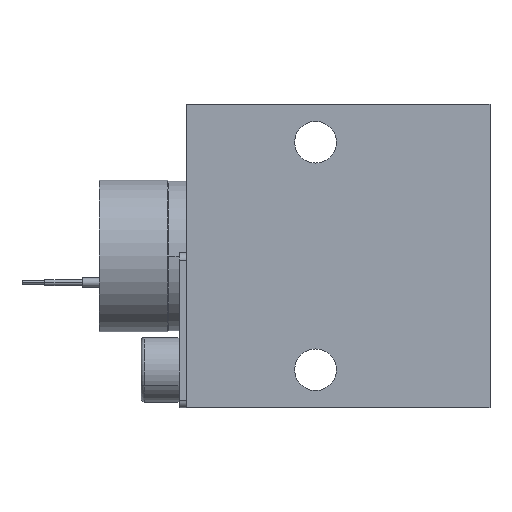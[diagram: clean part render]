
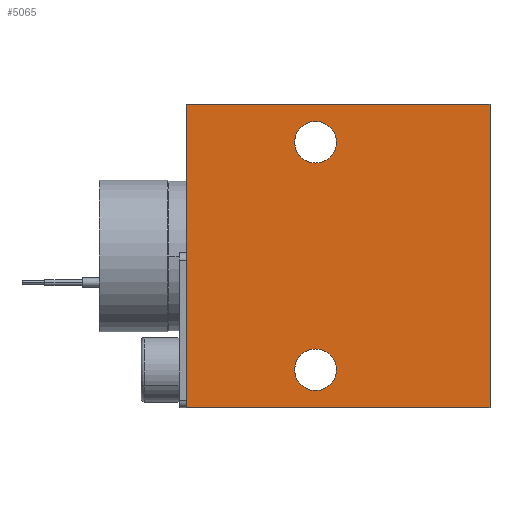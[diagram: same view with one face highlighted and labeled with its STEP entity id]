
A CAD part, left-side view. The second image highlights one B-rep face of the part: STEP entity #5065.
In plain terms, the highlighted planar face has unit normal (-1, 0, 0).
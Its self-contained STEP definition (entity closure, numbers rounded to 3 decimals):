
#25 = EDGE_CURVE ( 'NONE', #8076, #2122, #5866, .T. ) ;
#93 = VERTEX_POINT ( 'NONE', #7918 ) ;
#211 = CARTESIAN_POINT ( 'NONE',  ( -12.5, 40., 20. ) ) ;
#282 = LINE ( 'NONE', #6852, #6507 ) ;
#676 = ORIENTED_EDGE ( 'NONE', *, *, #25, .F. ) ;
#776 = FACE_BOUND ( 'NONE', #8585, .T. ) ;
#968 = VERTEX_POINT ( 'NONE', #5945 ) ;
#1271 = VECTOR ( 'NONE', #4919, 1000. ) ;
#1327 = ORIENTED_EDGE ( 'NONE', *, *, #3967, .T. ) ;
#1360 = EDGE_CURVE ( 'NONE', #968, #93, #3643, .T. ) ;
#1521 = DIRECTION ( 'NONE',  ( 1., 0., 0. ) ) ;
#1551 = CARTESIAN_POINT ( 'NONE',  ( -12.5, 0., 20. ) ) ;
#1558 = EDGE_CURVE ( 'NONE', #9323, #3194, #282, .T. ) ;
#1567 = LINE ( 'NONE', #5780, #8931 ) ;
#1572 = VERTEX_POINT ( 'NONE', #4633 ) ;
#1612 = PLANE ( 'NONE',  #2987 ) ;
#1648 = ORIENTED_EDGE ( 'NONE', *, *, #1360, .T. ) ;
#1838 = VERTEX_POINT ( 'NONE', #5632 ) ;
#1909 = ORIENTED_EDGE ( 'NONE', *, *, #8094, .T. ) ;
#2026 = EDGE_CURVE ( 'NONE', #93, #968, #2570, .T. ) ;
#2054 = EDGE_CURVE ( 'NONE', #9323, #8076, #1567, .T. ) ;
#2122 = VERTEX_POINT ( 'NONE', #3423 ) ;
#2183 = CARTESIAN_POINT ( 'NONE',  ( -12.5, 23., -15. ) ) ;
#2261 = DIRECTION ( 'NONE',  ( 0., 0., 1. ) ) ;
#2408 = CARTESIAN_POINT ( 'NONE',  ( -12.5, 0., 20. ) ) ;
#2570 = CIRCLE ( 'NONE', #6328, 2.75 ) ;
#2650 = LINE ( 'NONE', #6331, #1271 ) ;
#2776 = DIRECTION ( 'NONE',  ( 0., 1., 0. ) ) ;
#2802 = AXIS2_PLACEMENT_3D ( 'NONE', #5071, #6489, #3734 ) ;
#2987 = AXIS2_PLACEMENT_3D ( 'NONE', #1551, #1521, #2261 ) ;
#3194 = VERTEX_POINT ( 'NONE', #211 ) ;
#3423 = CARTESIAN_POINT ( 'NONE',  ( -12.5, 40., -20. ) ) ;
#3643 = CIRCLE ( 'NONE', #2802, 2.75 ) ;
#3734 = DIRECTION ( 'NONE',  ( 0., -1., 0. ) ) ;
#3967 = EDGE_CURVE ( 'NONE', #1838, #1572, #4296, .T. ) ;
#3988 = DIRECTION ( 'NONE',  ( 0., 1., 0. ) ) ;
#4066 = CIRCLE ( 'NONE', #5211, 2.75 ) ;
#4296 = CIRCLE ( 'NONE', #6616, 2.75 ) ;
#4505 = ORIENTED_EDGE ( 'NONE', *, *, #1558, .T. ) ;
#4633 = CARTESIAN_POINT ( 'NONE',  ( -12.5, 20.25, 15. ) ) ;
#4856 = FACE_BOUND ( 'NONE', #5149, .T. ) ;
#4919 = DIRECTION ( 'NONE',  ( 0., 0., -1. ) ) ;
#5065 = ADVANCED_FACE ( 'NONE', ( #776, #4856, #5394 ), #1612, .F. ) ;
#5071 = CARTESIAN_POINT ( 'NONE',  ( -12.5, 23., -15. ) ) ;
#5149 = EDGE_LOOP ( 'NONE', ( #1909, #1327 ) ) ;
#5211 = AXIS2_PLACEMENT_3D ( 'NONE', #9079, #6247, #6970 ) ;
#5394 = FACE_OUTER_BOUND ( 'NONE', #5411, .T. ) ;
#5411 = EDGE_LOOP ( 'NONE', ( #5658, #676, #7199, #4505 ) ) ;
#5413 = VECTOR ( 'NONE', #2776, 1000. ) ;
#5424 = CARTESIAN_POINT ( 'NONE',  ( -12.5, 0., -20. ) ) ;
#5632 = CARTESIAN_POINT ( 'NONE',  ( -12.5, 25.75, 15. ) ) ;
#5658 = ORIENTED_EDGE ( 'NONE', *, *, #7126, .T. ) ;
#5754 = DIRECTION ( 'NONE',  ( 0., 0., -1. ) ) ;
#5780 = CARTESIAN_POINT ( 'NONE',  ( -12.5, 0., 20. ) ) ;
#5839 = DIRECTION ( 'NONE',  ( 0., -1., 0. ) ) ;
#5866 = LINE ( 'NONE', #6252, #5413 ) ;
#5945 = CARTESIAN_POINT ( 'NONE',  ( -12.5, 20.25, -15. ) ) ;
#6247 = DIRECTION ( 'NONE',  ( 1., 0., 0. ) ) ;
#6252 = CARTESIAN_POINT ( 'NONE',  ( -12.5, 0., -20. ) ) ;
#6328 = AXIS2_PLACEMENT_3D ( 'NONE', #2183, #7206, #5839 ) ;
#6331 = CARTESIAN_POINT ( 'NONE',  ( -12.5, 40., 20. ) ) ;
#6489 = DIRECTION ( 'NONE',  ( 1., 0., 0. ) ) ;
#6507 = VECTOR ( 'NONE', #3988, 1000. ) ;
#6616 = AXIS2_PLACEMENT_3D ( 'NONE', #7804, #7740, #8475 ) ;
#6852 = CARTESIAN_POINT ( 'NONE',  ( -12.5, 0., 20. ) ) ;
#6970 = DIRECTION ( 'NONE',  ( 0., -1., 0. ) ) ;
#7126 = EDGE_CURVE ( 'NONE', #3194, #2122, #2650, .T. ) ;
#7199 = ORIENTED_EDGE ( 'NONE', *, *, #2054, .F. ) ;
#7206 = DIRECTION ( 'NONE',  ( 1., 0., 0. ) ) ;
#7666 = ORIENTED_EDGE ( 'NONE', *, *, #2026, .T. ) ;
#7740 = DIRECTION ( 'NONE',  ( 1., 0., 0. ) ) ;
#7804 = CARTESIAN_POINT ( 'NONE',  ( -12.5, 23., 15. ) ) ;
#7918 = CARTESIAN_POINT ( 'NONE',  ( -12.5, 25.75, -15. ) ) ;
#8076 = VERTEX_POINT ( 'NONE', #5424 ) ;
#8094 = EDGE_CURVE ( 'NONE', #1572, #1838, #4066, .T. ) ;
#8475 = DIRECTION ( 'NONE',  ( 0., -1., 0. ) ) ;
#8585 = EDGE_LOOP ( 'NONE', ( #1648, #7666 ) ) ;
#8931 = VECTOR ( 'NONE', #5754, 1000. ) ;
#9079 = CARTESIAN_POINT ( 'NONE',  ( -12.5, 23., 15. ) ) ;
#9323 = VERTEX_POINT ( 'NONE', #2408 ) ;
